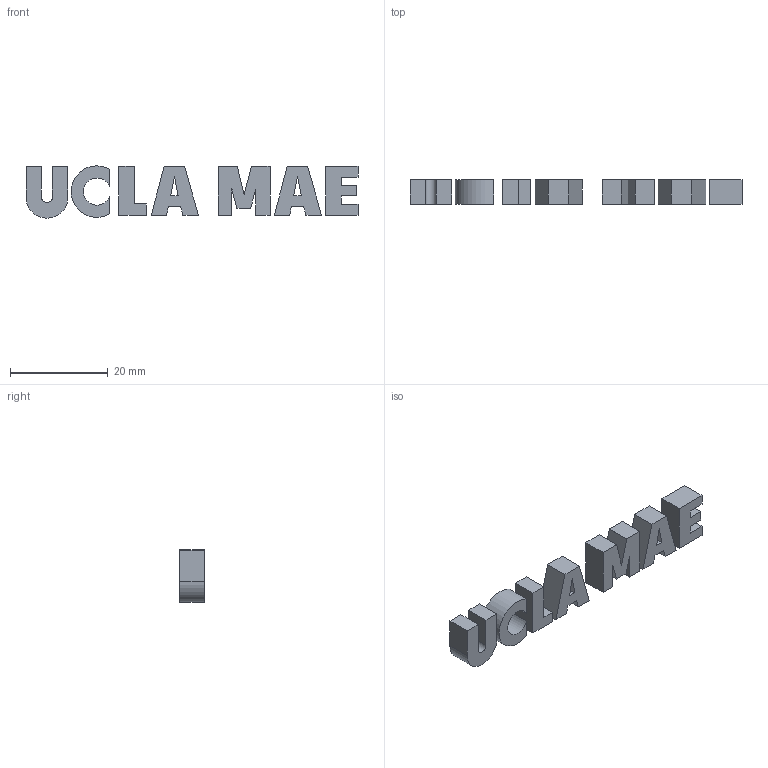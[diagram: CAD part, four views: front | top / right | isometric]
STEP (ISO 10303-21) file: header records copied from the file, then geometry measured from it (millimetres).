
FILE_DESCRIPTION(/* description */ (''),/* implementation_level */ '2;1');
FILE_NAME(/* name */ 'UCLAMAE.step',/* time_stamp */ '2025-11-05T16:14:30-08:00',/* author */ (''),/* organization */ (''),/* preprocessor_version */ 'ST-DEVELOPER v20.1',/* originating_system */ 'Autodesk Translation Framework v14.17.0.0',/* authorisation */ '');
FILE_SCHEMA (('AUTOMOTIVE_DESIGN { 1 0 10303 214 3 1 1 }'));
Length unit declared in the file: millimetre
Products named in the file (1): (Unsaved)
Bounding box: 67.94 x 5 x 10.71 mm (x, y, z)
Volume: 2066.1 mm3; surface area: 2487.3 mm2
Topology: 7 solids, 7 shells, 81 faces, 201 edges, 134 vertices
Faces by surface type: plane 77, cylinder 4
Entity records: 2398 total; most frequent: CARTESIAN_POINT 417, ORIENTED_EDGE 402, DIRECTION 373, EDGE_CURVE 201, LINE 193, VECTOR 193, VERTEX_POINT 134, AXIS2_PLACEMENT_3D 90
